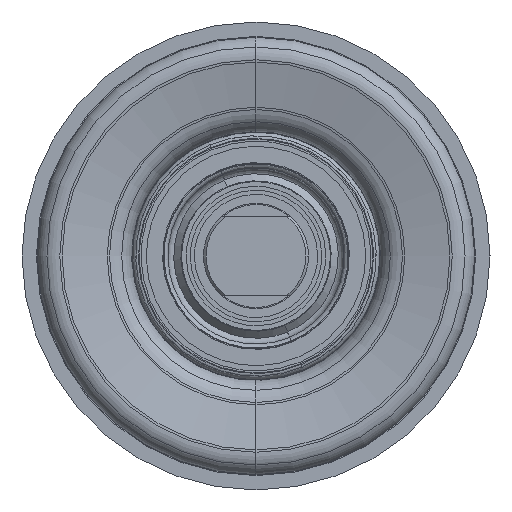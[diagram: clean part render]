
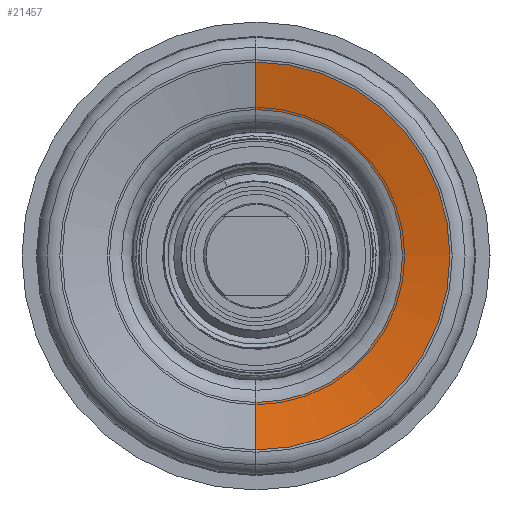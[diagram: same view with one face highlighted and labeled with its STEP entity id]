
A CAD part, left-side view. The second image highlights one B-rep face of the part: STEP entity #21457.
In plain terms, the highlighted conical face has half-angle 77.5 degrees and reference radius 32.372 mm.
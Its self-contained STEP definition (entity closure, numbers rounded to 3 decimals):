
#765 = AXIS2_PLACEMENT_3D ( 'NONE', #8652, #3062, #16118 ) ;
#915 = CARTESIAN_POINT ( 'NONE',  ( 2.001, 0., -27.86 ) ) ;
#1248 = LINE ( 'NONE', #23944, #21777 ) ;
#3062 = DIRECTION ( 'NONE',  ( -1., 0., 0. ) ) ;
#4369 = VERTEX_POINT ( 'NONE', #915 ) ;
#5508 = DIRECTION ( 'NONE',  ( -1., 0., 0. ) ) ;
#6834 = EDGE_CURVE ( 'NONE', #4369, #13438, #13122, .T. ) ;
#7275 = CARTESIAN_POINT ( 'NONE',  ( 1., 0., 0. ) ) ;
#7351 = DIRECTION ( 'NONE',  ( 0., 0., 1. ) ) ;
#7379 = AXIS2_PLACEMENT_3D ( 'NONE', #7275, #5508, #7351 ) ;
#8542 = EDGE_LOOP ( 'NONE', ( #17376, #23149, #19759, #15052 ) ) ;
#8652 = CARTESIAN_POINT ( 'NONE',  ( 0., 0., 0. ) ) ;
#10781 = DIRECTION ( 'NONE',  ( -1., 0., 0. ) ) ;
#11279 = CARTESIAN_POINT ( 'NONE',  ( 0., 0., -36.884 ) ) ;
#12593 = DIRECTION ( 'NONE',  ( -0.216, 0., 0.976 ) ) ;
#13122 = CIRCLE ( 'NONE', #15510, 27.86 ) ;
#13438 = VERTEX_POINT ( 'NONE', #19761 ) ;
#13504 = EDGE_CURVE ( 'NONE', #13438, #18296, #17127, .T. ) ;
#13984 = EDGE_CURVE ( 'NONE', #15419, #18296, #20528, .T. ) ;
#14611 = CARTESIAN_POINT ( 'NONE',  ( 1., 0., 32.372 ) ) ;
#14897 = CONICAL_SURFACE ( 'NONE', #7379, 32.372, 1.353 ) ;
#15052 = ORIENTED_EDGE ( 'NONE', *, *, #13504, .F. ) ;
#15419 = VERTEX_POINT ( 'NONE', #11279 ) ;
#15510 = AXIS2_PLACEMENT_3D ( 'NONE', #23574, #10781, #23816 ) ;
#16118 = DIRECTION ( 'NONE',  ( 0., 0., 1. ) ) ;
#16520 = DIRECTION ( 'NONE',  ( -0.216, 0., -0.976 ) ) ;
#17127 = LINE ( 'NONE', #14611, #21445 ) ;
#17276 = EDGE_CURVE ( 'NONE', #4369, #15419, #1248, .T. ) ;
#17376 = ORIENTED_EDGE ( 'NONE', *, *, #6834, .F. ) ;
#18296 = VERTEX_POINT ( 'NONE', #20187 ) ;
#19759 = ORIENTED_EDGE ( 'NONE', *, *, #13984, .T. ) ;
#19761 = CARTESIAN_POINT ( 'NONE',  ( 2.001, 0., 27.86 ) ) ;
#20187 = CARTESIAN_POINT ( 'NONE',  ( 0., 0., 36.884 ) ) ;
#20528 = CIRCLE ( 'NONE', #765, 36.884 ) ;
#21445 = VECTOR ( 'NONE', #12593, 1000. ) ;
#21457 = ADVANCED_FACE ( 'NONE', ( #21835 ), #14897, .F. ) ;
#21777 = VECTOR ( 'NONE', #16520, 1000. ) ;
#21835 = FACE_OUTER_BOUND ( 'NONE', #8542, .T. ) ;
#23149 = ORIENTED_EDGE ( 'NONE', *, *, #17276, .T. ) ;
#23574 = CARTESIAN_POINT ( 'NONE',  ( 2.001, 0., 0. ) ) ;
#23816 = DIRECTION ( 'NONE',  ( 0., 0., 1. ) ) ;
#23944 = CARTESIAN_POINT ( 'NONE',  ( 1., 0., -32.372 ) ) ;
